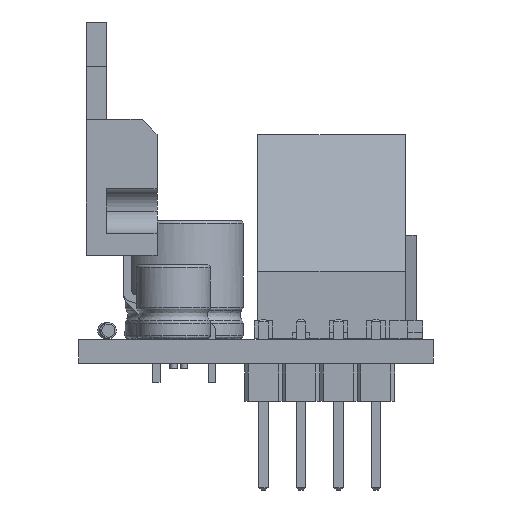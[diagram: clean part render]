
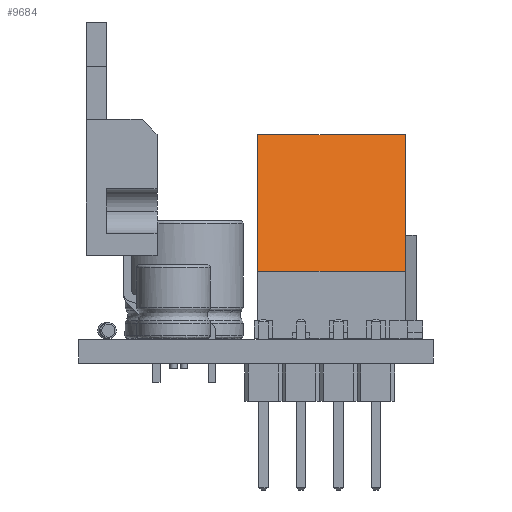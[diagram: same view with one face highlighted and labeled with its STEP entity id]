
A CAD part, left-side view. The second image highlights one B-rep face of the part: STEP entity #9684.
In plain terms, the highlighted face is planar.
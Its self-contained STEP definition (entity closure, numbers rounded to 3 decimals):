
#9193 = PLANE('',#9194);
#9194 = AXIS2_PLACEMENT_3D('',#9195,#9196,#9197);
#9195 = CARTESIAN_POINT('',(-2.5,0.3,6.9));
#9196 = DIRECTION('',(1.,0.,0.));
#9197 = DIRECTION('',(0.,0.,1.));
#9409 = VERTEX_POINT('',#9410);
#9410 = CARTESIAN_POINT('',(-2.5,5.2,4.57));
#9424 = PLANE('',#9425);
#9425 = AXIS2_PLACEMENT_3D('',#9426,#9427,#9428);
#9426 = CARTESIAN_POINT('',(-2.5,5.2,0.));
#9427 = DIRECTION('',(0.,-1.,0.));
#9428 = DIRECTION('',(0.,0.,1.));
#9436 = EDGE_CURVE('',#9437,#9409,#9439,.T.);
#9437 = VERTEX_POINT('',#9438);
#9438 = CARTESIAN_POINT('',(-2.5,2.2,13.8));
#9439 = SURFACE_CURVE('',#9440,(#9444,#9451),.PCURVE_S1.);
#9440 = LINE('',#9441,#9442);
#9441 = CARTESIAN_POINT('',(-2.5,2.2,13.8));
#9442 = VECTOR('',#9443,1.);
#9443 = DIRECTION('',(0.,0.309,-0.951));
#9444 = PCURVE('',#9193,#9445);
#9445 = DEFINITIONAL_REPRESENTATION('',(#9446),#9450);
#9446 = LINE('',#9447,#9448);
#9447 = CARTESIAN_POINT('',(6.9,-1.9));
#9448 = VECTOR('',#9449,1.);
#9449 = DIRECTION('',(-0.951,-0.309));
#9450 = ( GEOMETRIC_REPRESENTATION_CONTEXT(2) 
PARAMETRIC_REPRESENTATION_CONTEXT() REPRESENTATION_CONTEXT('2D SPACE',''
  ) );
#9451 = PCURVE('',#9452,#9457);
#9452 = PLANE('',#9453);
#9453 = AXIS2_PLACEMENT_3D('',#9454,#9455,#9456);
#9454 = CARTESIAN_POINT('',(-2.5,2.2,13.8));
#9455 = DIRECTION('',(0.,0.951,0.309));
#9456 = DIRECTION('',(0.,0.309,-0.951));
#9457 = DEFINITIONAL_REPRESENTATION('',(#9458),#9462);
#9458 = LINE('',#9459,#9460);
#9459 = CARTESIAN_POINT('',(0.,0.));
#9460 = VECTOR('',#9461,1.);
#9461 = DIRECTION('',(1.,0.));
#9462 = ( GEOMETRIC_REPRESENTATION_CONTEXT(2) 
PARAMETRIC_REPRESENTATION_CONTEXT() REPRESENTATION_CONTEXT('2D SPACE',''
  ) );
#9478 = PLANE('',#9479);
#9479 = AXIS2_PLACEMENT_3D('',#9480,#9481,#9482);
#9480 = CARTESIAN_POINT('',(-2.5,5.2,13.8));
#9481 = DIRECTION('',(0.,0.,-1.));
#9482 = DIRECTION('',(0.,-1.,0.));
#9532 = PLANE('',#9533);
#9533 = AXIS2_PLACEMENT_3D('',#9534,#9535,#9536);
#9534 = CARTESIAN_POINT('',(7.5,0.3,6.9));
#9535 = DIRECTION('',(1.,0.,0.));
#9536 = DIRECTION('',(0.,0.,1.));
#9570 = EDGE_CURVE('',#9437,#9571,#9573,.T.);
#9571 = VERTEX_POINT('',#9572);
#9572 = CARTESIAN_POINT('',(7.5,2.2,13.8));
#9573 = SURFACE_CURVE('',#9574,(#9578,#9585),.PCURVE_S1.);
#9574 = LINE('',#9575,#9576);
#9575 = CARTESIAN_POINT('',(-2.5,2.2,13.8));
#9576 = VECTOR('',#9577,1.);
#9577 = DIRECTION('',(1.,0.,0.));
#9578 = PCURVE('',#9478,#9579);
#9579 = DEFINITIONAL_REPRESENTATION('',(#9580),#9584);
#9580 = LINE('',#9581,#9582);
#9581 = CARTESIAN_POINT('',(3.,0.));
#9582 = VECTOR('',#9583,1.);
#9583 = DIRECTION('',(0.,-1.));
#9584 = ( GEOMETRIC_REPRESENTATION_CONTEXT(2) 
PARAMETRIC_REPRESENTATION_CONTEXT() REPRESENTATION_CONTEXT('2D SPACE',''
  ) );
#9585 = PCURVE('',#9452,#9586);
#9586 = DEFINITIONAL_REPRESENTATION('',(#9587),#9591);
#9587 = LINE('',#9588,#9589);
#9588 = CARTESIAN_POINT('',(0.,0.));
#9589 = VECTOR('',#9590,1.);
#9590 = DIRECTION('',(0.,-1.));
#9591 = ( GEOMETRIC_REPRESENTATION_CONTEXT(2) 
PARAMETRIC_REPRESENTATION_CONTEXT() REPRESENTATION_CONTEXT('2D SPACE',''
  ) );
#9684 = ADVANCED_FACE('',(#9685),#9452,.T.);
#9685 = FACE_BOUND('',#9686,.T.);
#9686 = EDGE_LOOP('',(#9687,#9688,#9711,#9732));
#9687 = ORIENTED_EDGE('',*,*,#9570,.T.);
#9688 = ORIENTED_EDGE('',*,*,#9689,.T.);
#9689 = EDGE_CURVE('',#9571,#9690,#9692,.T.);
#9690 = VERTEX_POINT('',#9691);
#9691 = CARTESIAN_POINT('',(7.5,5.2,4.57));
#9692 = SURFACE_CURVE('',#9693,(#9697,#9704),.PCURVE_S1.);
#9693 = LINE('',#9694,#9695);
#9694 = CARTESIAN_POINT('',(7.5,2.2,13.8));
#9695 = VECTOR('',#9696,1.);
#9696 = DIRECTION('',(0.,0.309,-0.951));
#9697 = PCURVE('',#9452,#9698);
#9698 = DEFINITIONAL_REPRESENTATION('',(#9699),#9703);
#9699 = LINE('',#9700,#9701);
#9700 = CARTESIAN_POINT('',(0.,-10.));
#9701 = VECTOR('',#9702,1.);
#9702 = DIRECTION('',(1.,0.));
#9703 = ( GEOMETRIC_REPRESENTATION_CONTEXT(2) 
PARAMETRIC_REPRESENTATION_CONTEXT() REPRESENTATION_CONTEXT('2D SPACE',''
  ) );
#9704 = PCURVE('',#9532,#9705);
#9705 = DEFINITIONAL_REPRESENTATION('',(#9706),#9710);
#9706 = LINE('',#9707,#9708);
#9707 = CARTESIAN_POINT('',(6.9,-1.9));
#9708 = VECTOR('',#9709,1.);
#9709 = DIRECTION('',(-0.951,-0.309));
#9710 = ( GEOMETRIC_REPRESENTATION_CONTEXT(2) 
PARAMETRIC_REPRESENTATION_CONTEXT() REPRESENTATION_CONTEXT('2D SPACE',''
  ) );
#9711 = ORIENTED_EDGE('',*,*,#9712,.F.);
#9712 = EDGE_CURVE('',#9409,#9690,#9713,.T.);
#9713 = SURFACE_CURVE('',#9714,(#9718,#9725),.PCURVE_S1.);
#9714 = LINE('',#9715,#9716);
#9715 = CARTESIAN_POINT('',(-2.5,5.2,4.57));
#9716 = VECTOR('',#9717,1.);
#9717 = DIRECTION('',(1.,0.,0.));
#9718 = PCURVE('',#9452,#9719);
#9719 = DEFINITIONAL_REPRESENTATION('',(#9720),#9724);
#9720 = LINE('',#9721,#9722);
#9721 = CARTESIAN_POINT('',(9.705,0.));
#9722 = VECTOR('',#9723,1.);
#9723 = DIRECTION('',(0.,-1.));
#9724 = ( GEOMETRIC_REPRESENTATION_CONTEXT(2) 
PARAMETRIC_REPRESENTATION_CONTEXT() REPRESENTATION_CONTEXT('2D SPACE',''
  ) );
#9725 = PCURVE('',#9424,#9726);
#9726 = DEFINITIONAL_REPRESENTATION('',(#9727),#9731);
#9727 = LINE('',#9728,#9729);
#9728 = CARTESIAN_POINT('',(4.57,0.));
#9729 = VECTOR('',#9730,1.);
#9730 = DIRECTION('',(0.,-1.));
#9731 = ( GEOMETRIC_REPRESENTATION_CONTEXT(2) 
PARAMETRIC_REPRESENTATION_CONTEXT() REPRESENTATION_CONTEXT('2D SPACE',''
  ) );
#9732 = ORIENTED_EDGE('',*,*,#9436,.F.);
